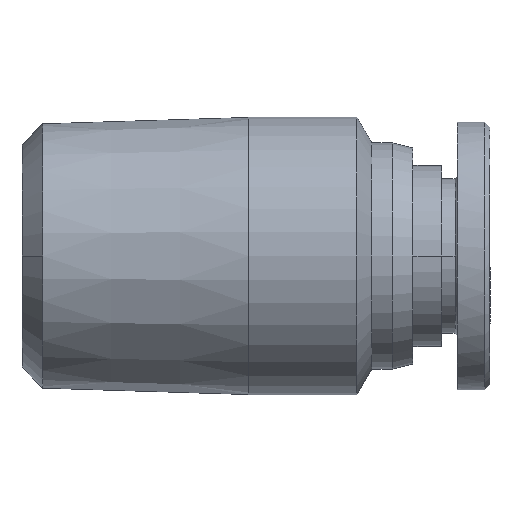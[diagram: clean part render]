
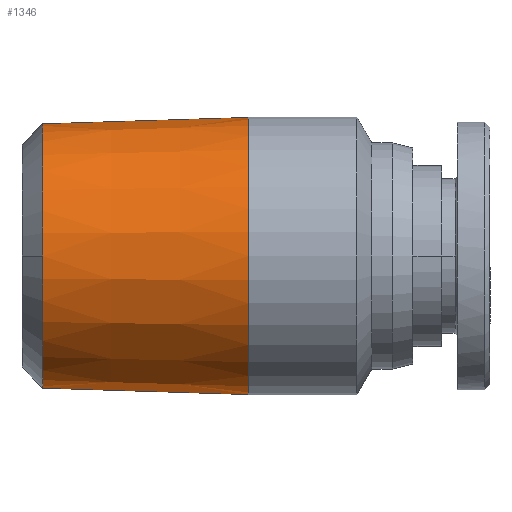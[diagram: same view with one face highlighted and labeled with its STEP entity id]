
A CAD part, front view. The second image highlights one B-rep face of the part: STEP entity #1346.
In plain terms, the highlighted conical face has half-angle 1.791 degrees and reference radius 6.734 mm.
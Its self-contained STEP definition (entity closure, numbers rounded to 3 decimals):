
#282 = DIRECTION ( 'NONE',  ( 1., 0., 0.031 ) ) ;
#290 = CARTESIAN_POINT ( 'NONE',  ( 1.75, 0., -8.375 ) ) ;
#523 = VERTEX_POINT ( 'NONE', #5900 ) ;
#640 = CIRCLE ( 'NONE', #6151, 6.422 ) ;
#906 = DIRECTION ( 'NONE',  ( 0., 0., -1. ) ) ;
#950 = CARTESIAN_POINT ( 'NONE',  ( -8.25, 0., -1.641 ) ) ;
#1059 = CONICAL_SURFACE ( 'NONE', #2645, 6.734, 0.031 ) ;
#1346 = ADVANCED_FACE ( 'NONE', ( #7438 ), #1059, .T. ) ;
#1369 = EDGE_LOOP ( 'NONE', ( #8090, #7501, #2246, #5117, #1585 ) ) ;
#1479 = VERTEX_POINT ( 'NONE', #1740 ) ;
#1585 = ORIENTED_EDGE ( 'NONE', *, *, #9232, .T. ) ;
#1740 = CARTESIAN_POINT ( 'NONE',  ( -8.25, -6.422, -1.641 ) ) ;
#1784 = LINE ( 'NONE', #1965, #9327 ) ;
#1883 = CIRCLE ( 'NONE', #4315, 6.422 ) ;
#1931 = DIRECTION ( 'NONE',  ( 1., 0., -0.031 ) ) ;
#1965 = CARTESIAN_POINT ( 'NONE',  ( 1.75, 0., -8.375 ) ) ;
#2096 = VERTEX_POINT ( 'NONE', #3196 ) ;
#2246 = ORIENTED_EDGE ( 'NONE', *, *, #4224, .T. ) ;
#2341 = LINE ( 'NONE', #3928, #7975 ) ;
#2414 = DIRECTION ( 'NONE',  ( 1., 0., 0. ) ) ;
#2645 = AXIS2_PLACEMENT_3D ( 'NONE', #6842, #6144, #7777 ) ;
#3169 = CARTESIAN_POINT ( 'NONE',  ( -8.25, 0., -8.062 ) ) ;
#3196 = CARTESIAN_POINT ( 'NONE',  ( 1.75, 0., 5.094 ) ) ;
#3803 = CARTESIAN_POINT ( 'NONE',  ( 1.75, 0., -1.641 ) ) ;
#3928 = CARTESIAN_POINT ( 'NONE',  ( 1.75, 0., 5.094 ) ) ;
#4103 = DIRECTION ( 'NONE',  ( 0., 0., 1. ) ) ;
#4224 = EDGE_CURVE ( 'NONE', #1479, #4789, #640, .T. ) ;
#4315 = AXIS2_PLACEMENT_3D ( 'NONE', #950, #4583, #4553 ) ;
#4553 = DIRECTION ( 'NONE',  ( 0., 0., 1. ) ) ;
#4583 = DIRECTION ( 'NONE',  ( 1., 0., 0. ) ) ;
#4789 = VERTEX_POINT ( 'NONE', #3169 ) ;
#4872 = VERTEX_POINT ( 'NONE', #290 ) ;
#5117 = ORIENTED_EDGE ( 'NONE', *, *, #8531, .T. ) ;
#5900 = CARTESIAN_POINT ( 'NONE',  ( -8.25, 0., 4.781 ) ) ;
#5917 = DIRECTION ( 'NONE',  ( -1., 0., 0. ) ) ;
#5947 = AXIS2_PLACEMENT_3D ( 'NONE', #3803, #5917, #906 ) ;
#6144 = DIRECTION ( 'NONE',  ( 1., 0., 0. ) ) ;
#6151 = AXIS2_PLACEMENT_3D ( 'NONE', #7656, #2414, #4103 ) ;
#6842 = CARTESIAN_POINT ( 'NONE',  ( 1.75, 0., -1.641 ) ) ;
#6844 = EDGE_CURVE ( 'NONE', #523, #2096, #2341, .T. ) ;
#7438 = FACE_OUTER_BOUND ( 'NONE', #1369, .T. ) ;
#7501 = ORIENTED_EDGE ( 'NONE', *, *, #8813, .T. ) ;
#7656 = CARTESIAN_POINT ( 'NONE',  ( -8.25, 0., -1.641 ) ) ;
#7777 = DIRECTION ( 'NONE',  ( 0., 0., -1. ) ) ;
#7821 = CIRCLE ( 'NONE', #5947, 6.734 ) ;
#7975 = VECTOR ( 'NONE', #282, 1000. ) ;
#8090 = ORIENTED_EDGE ( 'NONE', *, *, #6844, .F. ) ;
#8531 = EDGE_CURVE ( 'NONE', #4789, #4872, #1784, .T. ) ;
#8813 = EDGE_CURVE ( 'NONE', #523, #1479, #1883, .T. ) ;
#9232 = EDGE_CURVE ( 'NONE', #4872, #2096, #7821, .T. ) ;
#9327 = VECTOR ( 'NONE', #1931, 1000. ) ;
